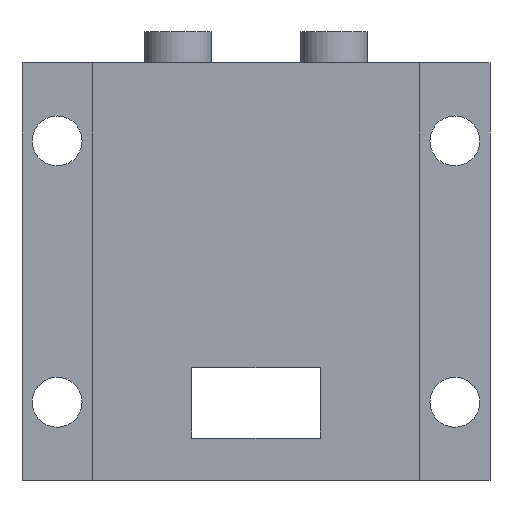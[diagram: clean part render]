
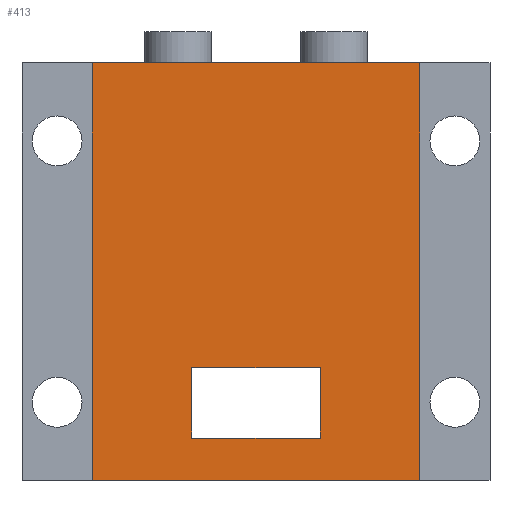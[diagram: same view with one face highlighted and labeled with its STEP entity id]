
A CAD part, front view. The second image highlights one B-rep face of the part: STEP entity #413.
In plain terms, the highlighted planar face has unit normal (0, -1, 0).
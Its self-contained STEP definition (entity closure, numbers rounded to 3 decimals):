
#15=FACE_BOUND('',#154,.T.);
#29=LINE('',#599,#71);
#33=LINE('',#607,#75);
#36=LINE('',#613,#78);
#39=LINE('',#618,#81);
#47=LINE('',#651,#89);
#51=LINE('',#660,#93);
#53=LINE('',#663,#95);
#54=LINE('',#664,#96);
#71=VECTOR('',#491,10.);
#75=VECTOR('',#497,10.);
#78=VECTOR('',#502,10.);
#81=VECTOR('',#507,10.);
#89=VECTOR('',#541,10.);
#93=VECTOR('',#547,10.);
#95=VECTOR('',#551,10.);
#96=VECTOR('',#552,10.);
#131=FACE_OUTER_BOUND('',#153,.T.);
#153=EDGE_LOOP('',(#325,#326,#327,#328));
#154=EDGE_LOOP('',(#329,#330,#331,#332));
#189=VERTEX_POINT('',#597);
#190=VERTEX_POINT('',#598);
#193=VERTEX_POINT('',#606);
#195=VERTEX_POINT('',#612);
#207=VERTEX_POINT('',#648);
#208=VERTEX_POINT('',#650);
#211=VERTEX_POINT('',#657);
#212=VERTEX_POINT('',#659);
#227=EDGE_CURVE('',#189,#190,#29,.T.);
#231=EDGE_CURVE('',#190,#193,#33,.T.);
#234=EDGE_CURVE('',#193,#195,#36,.T.);
#237=EDGE_CURVE('',#195,#189,#39,.T.);
#253=EDGE_CURVE('',#208,#207,#47,.T.);
#257=EDGE_CURVE('',#212,#211,#51,.T.);
#259=EDGE_CURVE('',#207,#212,#53,.T.);
#260=EDGE_CURVE('',#211,#208,#54,.T.);
#325=ORIENTED_EDGE('',*,*,#259,.T.);
#326=ORIENTED_EDGE('',*,*,#257,.T.);
#327=ORIENTED_EDGE('',*,*,#260,.T.);
#328=ORIENTED_EDGE('',*,*,#253,.T.);
#329=ORIENTED_EDGE('',*,*,#234,.T.);
#330=ORIENTED_EDGE('',*,*,#237,.T.);
#331=ORIENTED_EDGE('',*,*,#227,.T.);
#332=ORIENTED_EDGE('',*,*,#231,.T.);
#391=PLANE('',#461);
#413=ADVANCED_FACE('',(#131,#15),#391,.T.);
#461=AXIS2_PLACEMENT_3D('',#662,#549,#550);
#491=DIRECTION('',(-1.,0.,0.));
#497=DIRECTION('',(0.,0.,1.));
#502=DIRECTION('',(1.,0.,0.));
#507=DIRECTION('',(0.,0.,-1.));
#541=DIRECTION('',(0.,0.,1.));
#547=DIRECTION('',(0.,0.,-1.));
#549=DIRECTION('center_axis',(0.,-1.,0.));
#550=DIRECTION('ref_axis',(0.,0.,-1.));
#551=DIRECTION('',(-1.,0.,0.));
#552=DIRECTION('',(1.,0.,0.));
#597=CARTESIAN_POINT('',(31.625,20.5,34.707));
#598=CARTESIAN_POINT('',(23.375,20.5,34.707));
#599=CARTESIAN_POINT('',(25.438,20.5,34.707));
#606=CARTESIAN_POINT('',(23.375,20.5,39.207));
#607=CARTESIAN_POINT('',(23.375,20.5,42.291));
#612=CARTESIAN_POINT('',(31.625,20.5,39.207));
#613=CARTESIAN_POINT('',(29.562,20.5,39.207));
#618=CARTESIAN_POINT('',(31.625,20.5,40.041));
#648=CARTESIAN_POINT('',(38.,20.5,58.75));
#650=CARTESIAN_POINT('',(38.,20.5,32.));
#651=CARTESIAN_POINT('',(38.,20.5,32.));
#657=CARTESIAN_POINT('',(17.,20.5,32.));
#659=CARTESIAN_POINT('',(17.,20.5,58.75));
#660=CARTESIAN_POINT('',(17.,20.5,58.75));
#662=CARTESIAN_POINT('Origin',(27.5,20.5,45.375));
#663=CARTESIAN_POINT('',(12.5,20.5,58.75));
#664=CARTESIAN_POINT('',(17.,20.5,32.));
